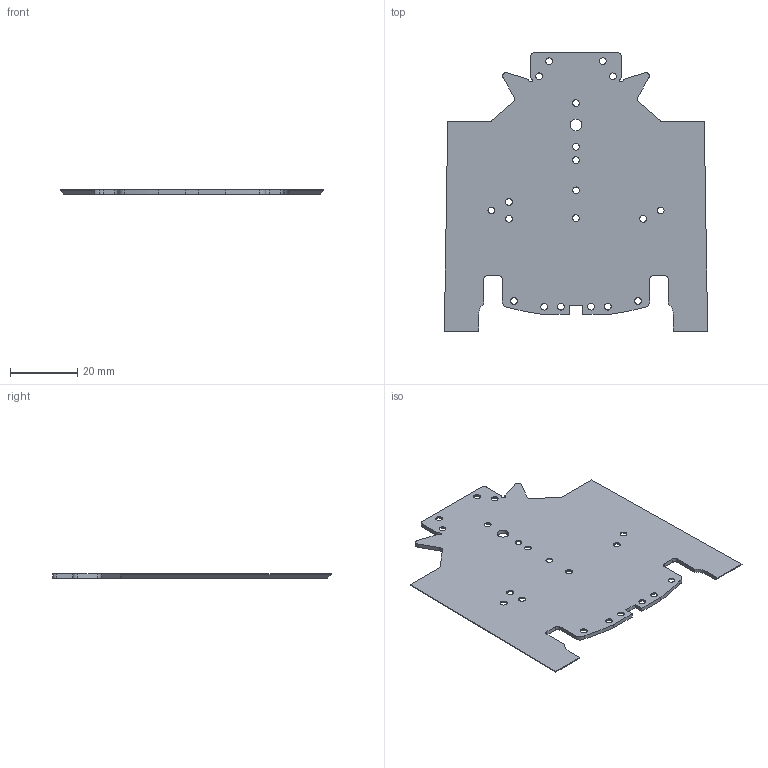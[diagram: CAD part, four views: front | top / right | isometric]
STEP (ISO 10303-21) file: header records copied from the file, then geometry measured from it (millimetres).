
FILE_DESCRIPTION(('CATIA V5 STEP Exchange'),'2;1');
FILE_NAME('chassis glr laiton.stp','2019-02-18T18:25:19+00:00',('none'),('none'),'CATIA Version 5 Release 20 GA (IN-10)','CATIA V5 STEP AP203','none');
FILE_SCHEMA(('CONFIG_CONTROL_DESIGN'));
Length unit declared in the file: millimetre
Products named in the file (1): fond plat glr
Bounding box: 78.5 x 83 x 1.2 mm (x, y, z)
Volume: 5917.2 mm3; surface area: 10606.7 mm2
Topology: 1 solids, 1 shells, 142 faces, 382 edges, 241 vertices
Faces by surface type: cylinder 68, cone 40, plane 34
Entity records: 4184 total; most frequent: ORIENTED_EDGE 764, CARTESIAN_POINT 720, DIRECTION 568, EDGE_CURVE 382, AXIS2_PLACEMENT_3D 275, VERTEX_POINT 241, VECTOR 200, LINE 200
